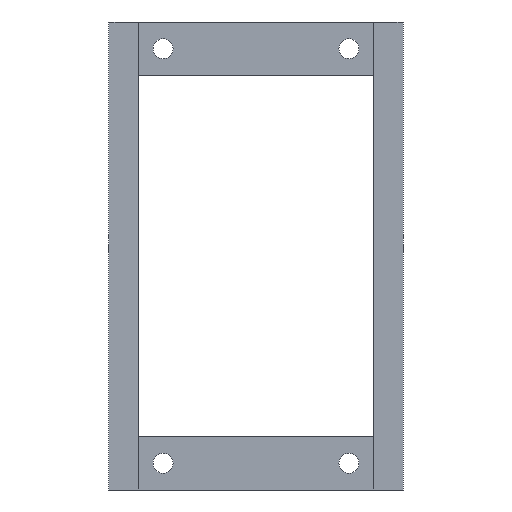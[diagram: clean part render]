
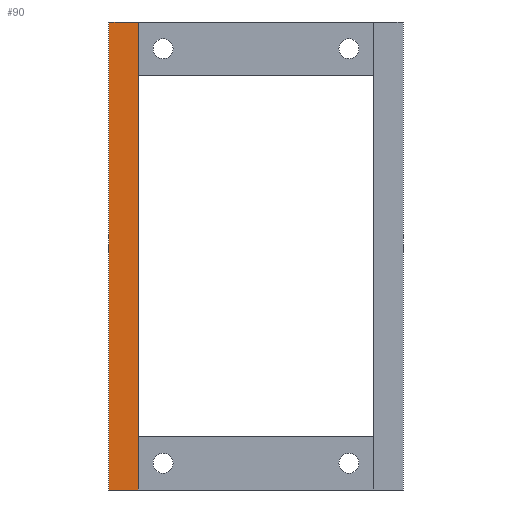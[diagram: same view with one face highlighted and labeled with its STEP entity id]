
A CAD part, front view. The second image highlights one B-rep face of the part: STEP entity #90.
In plain terms, the highlighted planar face has unit normal (0, -1, 0).
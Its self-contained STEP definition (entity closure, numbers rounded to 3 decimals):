
#51=CARTESIAN_POINT('Axis2P3D Location',(0.,0.,0.)) ;
#56=CARTESIAN_POINT('Line Origine',(0.,0.,35.)) ;
#60=CARTESIAN_POINT('Vertex',(0.,0.,0.)) ;
#62=CARTESIAN_POINT('Vertex',(0.,0.,70.)) ;
#65=CARTESIAN_POINT('Line Origine',(2.2,0.,0.)) ;
#69=CARTESIAN_POINT('Vertex',(4.4,0.,0.)) ;
#72=CARTESIAN_POINT('Line Origine',(4.4,0.,35.)) ;
#76=CARTESIAN_POINT('Vertex',(4.4,0.,70.)) ;
#79=CARTESIAN_POINT('Line Origine',(2.2,0.,70.)) ;
#52=DIRECTION('Axis2P3D Direction',(0.,-1.,0.)) ;
#53=DIRECTION('Axis2P3D XDirection',(1.,0.,0.)) ;
#57=DIRECTION('Vector Direction',(0.,0.,1.)) ;
#66=DIRECTION('Vector Direction',(1.,0.,0.)) ;
#73=DIRECTION('Vector Direction',(0.,0.,1.)) ;
#80=DIRECTION('Vector Direction',(1.,0.,0.)) ;
#54=AXIS2_PLACEMENT_3D('Plane Axis2P3D',#51,#52,#53) ;
#85=ORIENTED_EDGE('',*,*,#64,.F.) ;
#86=ORIENTED_EDGE('',*,*,#71,.T.) ;
#87=ORIENTED_EDGE('',*,*,#78,.T.) ;
#88=ORIENTED_EDGE('',*,*,#83,.F.) ;
#58=VECTOR('Line Direction',#57,1.) ;
#67=VECTOR('Line Direction',#66,1.) ;
#74=VECTOR('Line Direction',#73,1.) ;
#81=VECTOR('Line Direction',#80,1.) ;
#90=ADVANCED_FACE('PartBody',(#89),#55,.T.) ;
#64=EDGE_CURVE('',#61,#63,#59,.T.) ;
#71=EDGE_CURVE('',#61,#70,#68,.T.) ;
#78=EDGE_CURVE('',#70,#77,#75,.T.) ;
#83=EDGE_CURVE('',#63,#77,#82,.T.) ;
#84=EDGE_LOOP('',(#85,#86,#87,#88)) ;
#89=FACE_OUTER_BOUND('',#84,.T.) ;
#59=LINE('Line',#56,#58) ;
#68=LINE('Line',#65,#67) ;
#75=LINE('Line',#72,#74) ;
#82=LINE('Line',#79,#81) ;
#55=PLANE('',#54) ;
#61=VERTEX_POINT('',#60) ;
#63=VERTEX_POINT('',#62) ;
#70=VERTEX_POINT('',#69) ;
#77=VERTEX_POINT('',#76) ;
